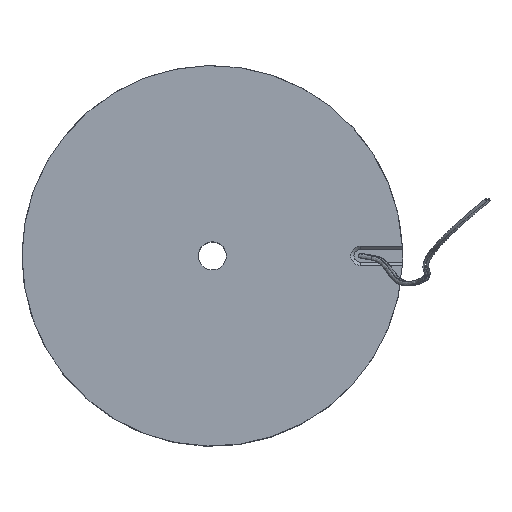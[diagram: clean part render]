
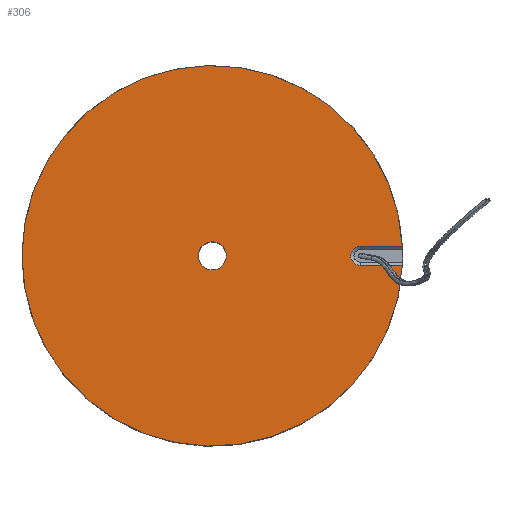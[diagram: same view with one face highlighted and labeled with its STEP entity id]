
A CAD part, top view. The second image highlights one B-rep face of the part: STEP entity #306.
In plain terms, the highlighted planar face has unit normal (0, 0, 1).
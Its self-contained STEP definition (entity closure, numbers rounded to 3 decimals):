
#30=FACE_BOUND('',#95,.T.);
#52=CIRCLE('',#337,2.25);
#53=CIRCLE('',#341,45.);
#54=CIRCLE('',#342,3.324);
#72=FACE_OUTER_BOUND('',#94,.T.);
#94=EDGE_LOOP('',(#228,#229,#230,#231));
#95=EDGE_LOOP('',(#232));
#126=LINE('',#475,#134);
#131=LINE('',#490,#139);
#134=VECTOR('',#381,10.);
#139=VECTOR('',#396,10.);
#150=VERTEX_POINT('',#472);
#151=VERTEX_POINT('',#474);
#153=VERTEX_POINT('',#480);
#155=VERTEX_POINT('',#486);
#157=VERTEX_POINT('',#493);
#179=EDGE_CURVE('',#150,#151,#126,.T.);
#184=EDGE_CURVE('',#151,#153,#52,.T.);
#187=EDGE_CURVE('',#153,#155,#131,.T.);
#188=EDGE_CURVE('',#155,#150,#53,.T.);
#189=EDGE_CURVE('',#157,#157,#54,.T.);
#228=ORIENTED_EDGE('',*,*,#187,.F.);
#229=ORIENTED_EDGE('',*,*,#184,.F.);
#230=ORIENTED_EDGE('',*,*,#179,.F.);
#231=ORIENTED_EDGE('',*,*,#188,.F.);
#232=ORIENTED_EDGE('',*,*,#189,.T.);
#294=PLANE('',#340);
#306=ADVANCED_FACE('',(#72,#30),#294,.F.);
#337=AXIS2_PLACEMENT_3D('',#484,#389,#390);
#340=AXIS2_PLACEMENT_3D('',#491,#397,#398);
#341=AXIS2_PLACEMENT_3D('',#492,#399,#400);
#342=AXIS2_PLACEMENT_3D('',#494,#401,#402);
#381=DIRECTION('',(-1.,0.,0.));
#389=DIRECTION('center_axis',(0.,0.,1.));
#390=DIRECTION('ref_axis',(0.,1.,0.));
#396=DIRECTION('',(1.,0.,0.));
#397=DIRECTION('center_axis',(0.,0.,-1.));
#398=DIRECTION('ref_axis',(-1.,0.,0.));
#399=DIRECTION('center_axis',(0.,0.,-1.));
#400=DIRECTION('ref_axis',(-1.,0.,0.));
#401=DIRECTION('center_axis',(0.,0.,-1.));
#402=DIRECTION('ref_axis',(1.,0.,0.));
#472=CARTESIAN_POINT('',(44.944,2.25,48.));
#474=CARTESIAN_POINT('',(35.,2.25,48.));
#475=CARTESIAN_POINT('',(22.487,2.25,48.));
#480=CARTESIAN_POINT('',(35.,-2.25,48.));
#484=CARTESIAN_POINT('Origin',(35.,0.,48.));
#486=CARTESIAN_POINT('',(44.944,-2.25,48.));
#490=CARTESIAN_POINT('',(17.5,-2.25,48.));
#491=CARTESIAN_POINT('Origin',(0.,0.,48.));
#492=CARTESIAN_POINT('Origin',(0.,0.,48.));
#493=CARTESIAN_POINT('',(3.324,0.,48.));
#494=CARTESIAN_POINT('Origin',(0.,0.,
48.));
